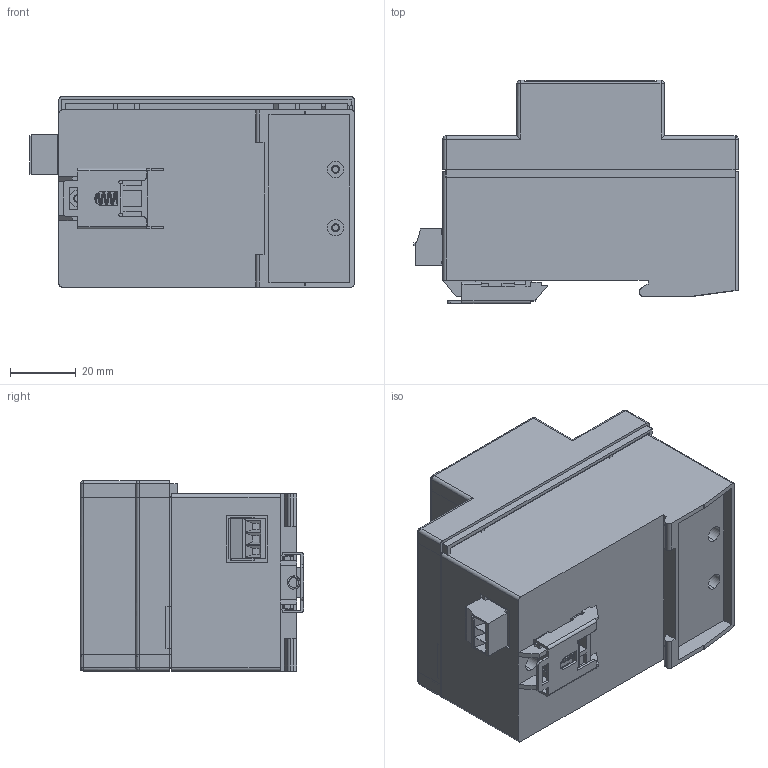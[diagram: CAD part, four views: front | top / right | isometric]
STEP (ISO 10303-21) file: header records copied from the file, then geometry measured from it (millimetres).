
FILE_DESCRIPTION (( 'STEP AP214' ), '1' );
FILE_NAME ('1104-11-100-E.STEP', '2019-01-25T20:16:40', ( '' ), ( '' ), 'SwSTEP 2.0', 'SolidWorks 2018', '' );
FILE_SCHEMA (( 'AUTOMOTIVE_DESIGN' ));
Length unit declared in the file: millimetre
Products named in the file (38): 182292a; 101122; 121274; 182154; 2500-597; 121275; 2003-2805; Lugs^1104-11-100; 2003-1052; 1104-11-100-E; 3800-279; Cover^1104-11-100; 3800-269; 182293; Base^1104-11-100; Flags^1104-11-100
Assembly tree (24 placements, depth 3):
  182292a
  101122
  2500-597
  182154
  182154
Bounding box: 98.9 x 68 x 58.15 mm (x, y, z)
Volume: 89162 mm3; surface area: 115227 mm2
Topology: 34 solids, 34 shells, 3253 faces, 8873 edges, 5847 vertices
Faces by surface type: plane 2006, bspline 597, cylinder 596, cone 36, torus 12, sphere 6
Entity records: 141941 total; most frequent: CARTESIAN_POINT 53401, ORIENTED_EDGE 15556, DIRECTION 11999, EDGE_CURVE 7778, VECTOR 5587, LINE 5587, VERTEX_POINT 5123, AXIS2_PLACEMENT_3D 3206
